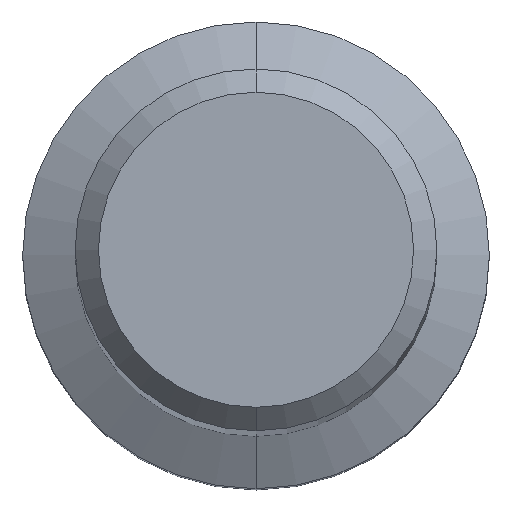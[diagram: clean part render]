
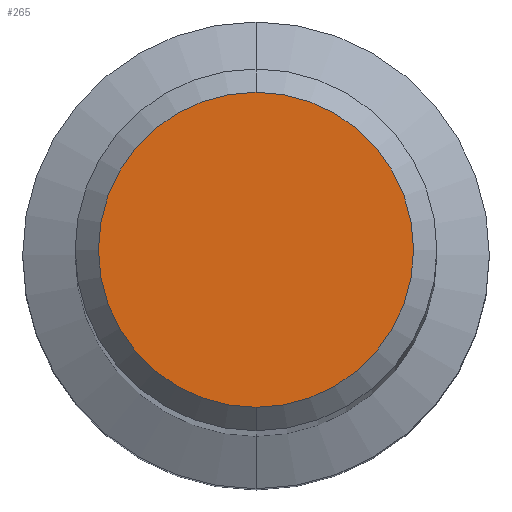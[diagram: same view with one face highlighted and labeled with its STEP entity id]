
A CAD part, top view. The second image highlights one B-rep face of the part: STEP entity #265.
In plain terms, the highlighted planar face has unit normal (0, 0, 1).
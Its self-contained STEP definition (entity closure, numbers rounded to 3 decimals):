
#223=VERTEX_POINT('',#582);
#257=EDGE_CURVE('',#341,#223,#619,.T.);
#265=ADVANCED_FACE('',(#628),#629,.T.);
#341=VERTEX_POINT('',#712);
#495=EDGE_CURVE('',#223,#341,#884,.T.);
#582=CARTESIAN_POINT('',(0.,-2.7,0.0));
#619=CIRCLE('',#1048,2.7);
#628=FACE_OUTER_BOUND('',#1058,.T.);
#629=PLANE('',#1059);
#712=CARTESIAN_POINT('',(0.0,2.7,0.0));
#884=CIRCLE('',#1550,2.7);
#1048=AXIS2_PLACEMENT_3D('',#1724,#1725,#1726);
#1058=EDGE_LOOP('',(#1739,#1740));
#1059=AXIS2_PLACEMENT_3D('',#1741,#1742,#1743);
#1550=AXIS2_PLACEMENT_3D('',#2023,#2024,#2025);
#1724=CARTESIAN_POINT('',(0.0,0.0,0.0));
#1725=DIRECTION('',(0.0,0.0,-1.0));
#1726=DIRECTION('',(0.0,1.0,0.0));
#1739=ORIENTED_EDGE('',*,*,#257,.F.);
#1740=ORIENTED_EDGE('',*,*,#495,.F.);
#1741=CARTESIAN_POINT('',(0.0,1.35,0.0));
#1742=DIRECTION('',(-0.0,0.0,1.0));
#1743=DIRECTION('',(0.0,-1.0,0.0));
#2023=CARTESIAN_POINT('',(0.0,0.0,0.0));
#2024=DIRECTION('',(0.0,0.0,-1.0));
#2025=DIRECTION('',(0.0,1.0,0.0));
